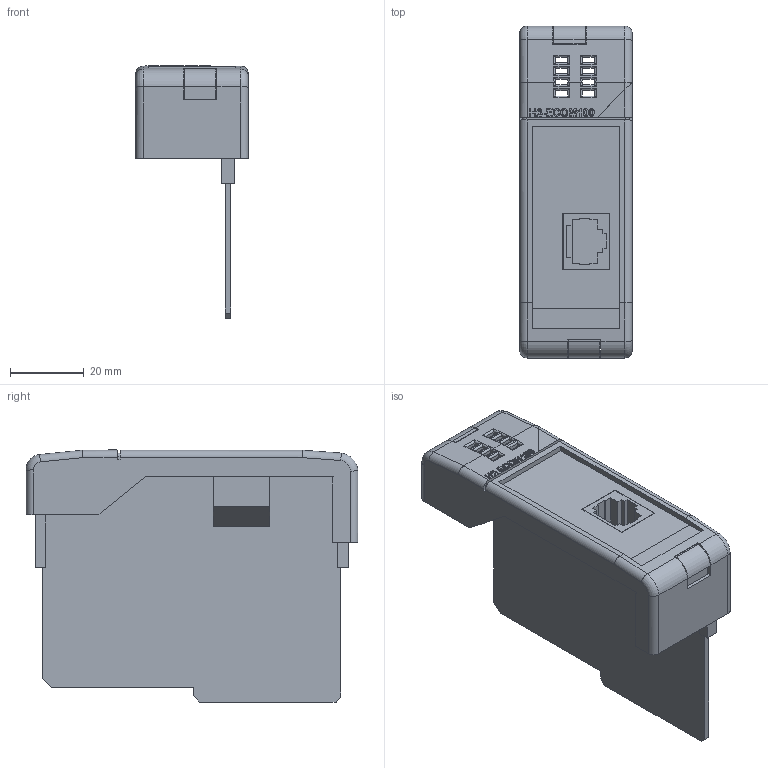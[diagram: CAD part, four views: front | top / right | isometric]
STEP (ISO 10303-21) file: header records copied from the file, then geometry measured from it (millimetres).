
FILE_DESCRIPTION (( 'STEP AP214' ), '1' );
FILE_NAME ('H2-ECOM100.STEP', '2011-04-01T17:30:05', ( ' ' ), ( ' ' ), 'SwSTEP 2.0', 'SolidWorks 2009', '' );
FILE_SCHEMA (( 'AUTOMOTIVE_DESIGN' ));
Length unit declared in the file: millimetre
Products named in the file (1): H2-ECOM100
Bounding box: 30.55 x 90 x 68.38 mm (x, y, z)
Volume: 18927 mm3; surface area: 28850.8 mm2
Topology: 2 solids, 2 shells, 418 faces, 1184 edges, 774 vertices
Faces by surface type: plane 267, cylinder 85, bspline 56, torus 10
Entity records: 21027 total; most frequent: CARTESIAN_POINT 6040, ORIENTED_EDGE 2368, DIRECTION 1805, EDGE_CURVE 1184, VECTOR 903, LINE 903, VERTEX_POINT 774, AXIS2_PLACEMENT_3D 451
